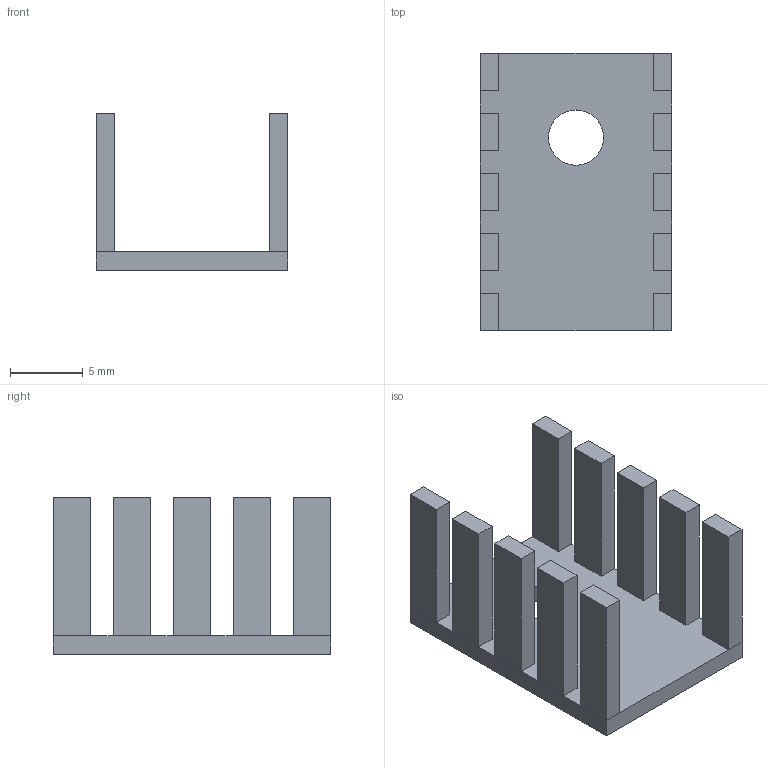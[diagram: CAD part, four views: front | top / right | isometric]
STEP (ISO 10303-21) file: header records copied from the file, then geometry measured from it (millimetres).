
FILE_DESCRIPTION(('FreeCAD Model'),'2;1');
FILE_NAME('Open CASCADE Shape Model','2024-03-17T11:04:37',('Author'),( ''),'Open CASCADE STEP processor 7.6','FreeCAD','Unknown');
FILE_SCHEMA(('AUTOMOTIVE_DESIGN { 1 0 10303 214 1 1 1 1 }'));
Length unit declared in the file: millimetre
Products named in the file (1): Body
Bounding box: 13.2 x 19.1 x 10.8 mm (x, y, z)
Volume: 629.2 mm3; surface area: 1314.5 mm2
Topology: 1 solids, 1 shells, 57 faces, 141 edges, 86 vertices
Faces by surface type: plane 56, cylinder 1
Full cylindrical faces by diameter (mm): 3.8 x1
Entity records: 3484 total; most frequent: CARTESIAN_POINT 567, DIRECTION 541, LINE 419, VECTOR 419, ORIENTED_EDGE 282, PCURVE 282, DEFINITIONAL_REPRESENTATION 282, EDGE_CURVE 141
